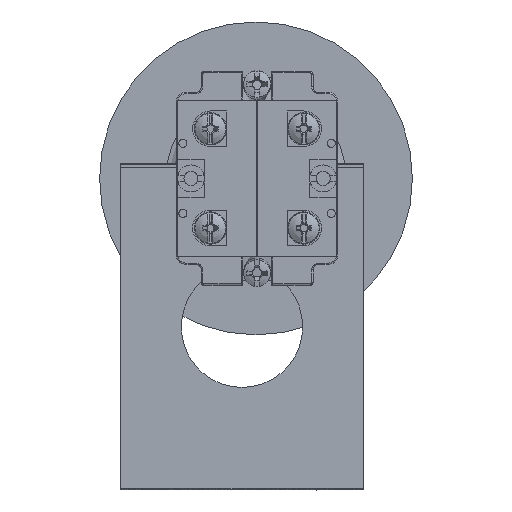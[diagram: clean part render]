
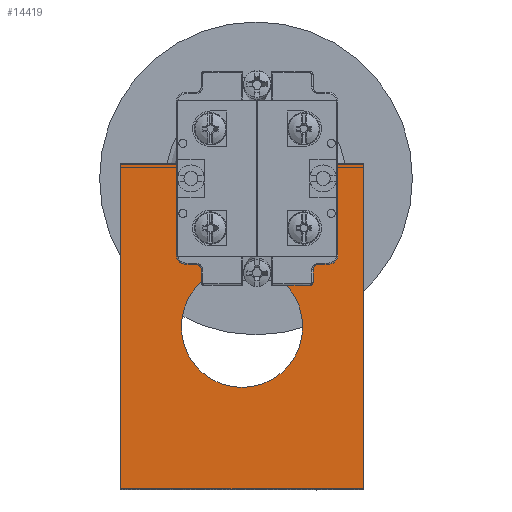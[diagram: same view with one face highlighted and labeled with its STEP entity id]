
A CAD part, left-side view. The second image highlights one B-rep face of the part: STEP entity #14419.
In plain terms, the highlighted planar face has unit normal (-1, 0, 0).
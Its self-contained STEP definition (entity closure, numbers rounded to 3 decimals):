
#14247=CARTESIAN_POINT('',(-15.704,-32.725,11.25));
#14248=VERTEX_POINT('',#14247);
#14249=CARTESIAN_POINT('',(-15.704,-32.725,22.5));
#14250=DIRECTION('',(1.0,0.0,0.0));
#14251=DIRECTION('',(0.0,0.0,1.0));
#14252=AXIS2_PLACEMENT_3D('',#14249,#14250,#14251);
#14253=CIRCLE('',#14252,11.25);
#14254=EDGE_CURVE('',#14248,#14248,#14253,.T.);
#14281=CARTESIAN_POINT('',(-15.704,-2.725,45.0));
#14282=VERTEX_POINT('',#14281);
#14301=CARTESIAN_POINT('',(-15.704,-2.725,0.0));
#14302=VERTEX_POINT('',#14301);
#14311=CARTESIAN_POINT('',(-15.704,-2.725,0.0));
#14312=DIRECTION('',(0.0,0.0,1.0));
#14313=VECTOR('',#14312,45.0);
#14314=LINE('',#14311,#14313);
#14315=EDGE_CURVE('',#14302,#14282,#14314,.T.);
#14365=CARTESIAN_POINT('',(-15.704,-62.725,45.0));
#14366=VERTEX_POINT('',#14365);
#14375=CARTESIAN_POINT('',(-15.704,-62.725,0.0));
#14376=VERTEX_POINT('',#14375);
#14377=CARTESIAN_POINT('',(-15.704,-62.725,0.0));
#14378=DIRECTION('',(0.0,0.0,1.0));
#14379=VECTOR('',#14378,45.0);
#14380=LINE('',#14377,#14379);
#14381=EDGE_CURVE('',#14376,#14366,#14380,.T.);
#14395=CARTESIAN_POINT('',(-15.704,-62.725,0.0));
#14396=DIRECTION('',(-1.0,0.0,0.0));
#14397=DIRECTION('',(0.0,0.0,1.0));
#14398=AXIS2_PLACEMENT_3D('',#14395,#14396,#14397);
#14399=PLANE('',#14398);
#14400=CARTESIAN_POINT('',(-15.704,-62.725,45.0));
#14401=DIRECTION('',(0.0,1.0,0.0));
#14402=VECTOR('',#14401,60.0);
#14403=LINE('',#14400,#14402);
#14404=EDGE_CURVE('',#14366,#14282,#14403,.T.);
#14405=ORIENTED_EDGE('',*,*,#14404,.T.);
#14406=ORIENTED_EDGE('',*,*,#14315,.F.);
#14407=CARTESIAN_POINT('',(-15.704,-2.725,0.0));
#14408=DIRECTION('',(0.0,-1.0,0.0));
#14409=VECTOR('',#14408,60.0);
#14410=LINE('',#14407,#14409);
#14411=EDGE_CURVE('',#14302,#14376,#14410,.T.);
#14412=ORIENTED_EDGE('',*,*,#14411,.T.);
#14413=ORIENTED_EDGE('',*,*,#14381,.T.);
#14414=EDGE_LOOP('',(#14405,#14406,#14412,#14413));
#14415=FACE_OUTER_BOUND('',#14414,.T.);
#14416=ORIENTED_EDGE('',*,*,#14254,.T.);
#14417=EDGE_LOOP('',(#14416));
#14418=FACE_BOUND('',#14417,.T.);
#14419=ADVANCED_FACE('',(#14415,#14418),#14399,.T.);
